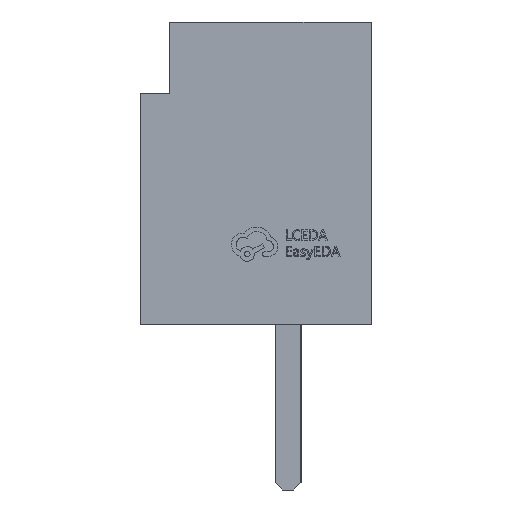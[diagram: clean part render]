
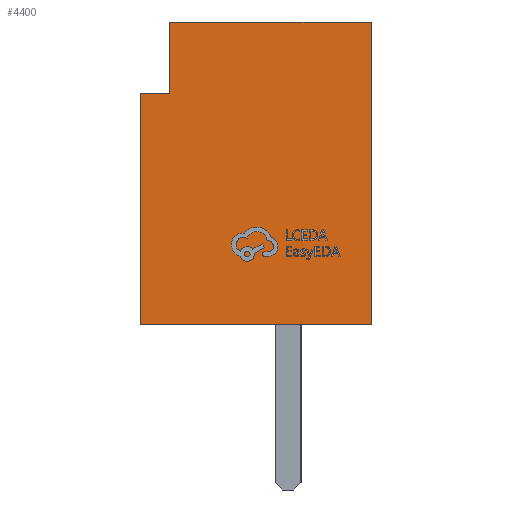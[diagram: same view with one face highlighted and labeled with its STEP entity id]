
A CAD part, left-side view. The second image highlights one B-rep face of the part: STEP entity #4400.
In plain terms, the highlighted planar face has unit normal (-1, 0, 0).
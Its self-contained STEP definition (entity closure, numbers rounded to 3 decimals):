
#432 = VERTEX_POINT ( 'NONE', #5719 ) ;
#848 = DIRECTION ( 'NONE',  ( 0., -1., 0. ) ) ;
#940 = EDGE_CURVE ( 'NONE', #1947, #22161, #20890, .T. ) ;
#1947 = VERTEX_POINT ( 'NONE', #3975 ) ;
#2696 = LINE ( 'NONE', #4532, #18843 ) ;
#3243 = ORIENTED_EDGE ( 'NONE', *, *, #940, .F. ) ;
#3975 = CARTESIAN_POINT ( 'NONE',  ( -7.125, 1.65, 3.2 ) ) ;
#4400 = ADVANCED_FACE ( 'NONE', ( #19522 ), #23197, .F. ) ;
#4532 = CARTESIAN_POINT ( 'NONE',  ( -7.125, -1.15, 4.2 ) ) ;
#4914 = CARTESIAN_POINT ( 'NONE',  ( -7.125, -1.15, 4.2 ) ) ;
#5719 = CARTESIAN_POINT ( 'NONE',  ( -7.125, -1.15, 0. ) ) ;
#6517 = CARTESIAN_POINT ( 'NONE',  ( -7.125, -1.15, 4.2 ) ) ;
#6664 = CARTESIAN_POINT ( 'NONE',  ( -7.125, -1.15, 0. ) ) ;
#7453 = VECTOR ( 'NONE', #20669, 1000. ) ;
#7532 = LINE ( 'NONE', #18951, #7453 ) ;
#8477 = DIRECTION ( 'NONE',  ( 0., 0., -1. ) ) ;
#8627 = VECTOR ( 'NONE', #22706, 1000. ) ;
#9606 = EDGE_CURVE ( 'NONE', #20825, #10542, #7532, .T. ) ;
#9776 = CARTESIAN_POINT ( 'NONE',  ( -7.125, 2.05, 0. ) ) ;
#9790 = DIRECTION ( 'NONE',  ( 0., -1., 0. ) ) ;
#10542 = VERTEX_POINT ( 'NONE', #9776 ) ;
#10860 = DIRECTION ( 'NONE',  ( 0., -1., 0. ) ) ;
#11967 = CARTESIAN_POINT ( 'NONE',  ( -7.125, -1.15, 4.2 ) ) ;
#12607 = EDGE_CURVE ( 'NONE', #10542, #432, #16380, .T. ) ;
#13840 = CARTESIAN_POINT ( 'NONE',  ( -7.125, 2.05, 3.2 ) ) ;
#14695 = VECTOR ( 'NONE', #9790, 1000. ) ;
#14740 = VERTEX_POINT ( 'NONE', #11967 ) ;
#14998 = ORIENTED_EDGE ( 'NONE', *, *, #9606, .T. ) ;
#15244 = CARTESIAN_POINT ( 'NONE',  ( -7.125, 1.65, 4.2 ) ) ;
#15727 = LINE ( 'NONE', #4914, #21717 ) ;
#16380 = LINE ( 'NONE', #6664, #21200 ) ;
#17039 = LINE ( 'NONE', #19347, #14695 ) ;
#17185 = ORIENTED_EDGE ( 'NONE', *, *, #12607, .T. ) ;
#17578 = DIRECTION ( 'NONE',  ( 1., 0., 0. ) ) ;
#18843 = VECTOR ( 'NONE', #848, 1000. ) ;
#18951 = CARTESIAN_POINT ( 'NONE',  ( -7.125, 2.05, 4.2 ) ) ;
#19264 = ORIENTED_EDGE ( 'NONE', *, *, #24149, .F. ) ;
#19347 = CARTESIAN_POINT ( 'NONE',  ( -7.125, 2.05, 3.2 ) ) ;
#19387 = ORIENTED_EDGE ( 'NONE', *, *, #19407, .F. ) ;
#19401 = DIRECTION ( 'NONE',  ( 0., 0., -1. ) ) ;
#19407 = EDGE_CURVE ( 'NONE', #14740, #432, #15727, .T. ) ;
#19522 = FACE_OUTER_BOUND ( 'NONE', #22952, .T. ) ;
#19569 = ORIENTED_EDGE ( 'NONE', *, *, #20454, .F. ) ;
#20454 = EDGE_CURVE ( 'NONE', #22161, #14740, #2696, .T. ) ;
#20669 = DIRECTION ( 'NONE',  ( 0., 0., -1. ) ) ;
#20825 = VERTEX_POINT ( 'NONE', #13840 ) ;
#20890 = LINE ( 'NONE', #15244, #8627 ) ;
#21200 = VECTOR ( 'NONE', #10860, 1000. ) ;
#21717 = VECTOR ( 'NONE', #19401, 1000. ) ;
#22161 = VERTEX_POINT ( 'NONE', #22723 ) ;
#22706 = DIRECTION ( 'NONE',  ( 0., 0., 1. ) ) ;
#22723 = CARTESIAN_POINT ( 'NONE',  ( -7.125, 1.65, 4.2 ) ) ;
#22952 = EDGE_LOOP ( 'NONE', ( #19569, #3243, #19264, #14998, #17185, #19387 ) ) ;
#23197 = PLANE ( 'NONE',  #24230 ) ;
#24149 = EDGE_CURVE ( 'NONE', #20825, #1947, #17039, .T. ) ;
#24230 = AXIS2_PLACEMENT_3D ( 'NONE', #6517, #17578, #8477 ) ;
